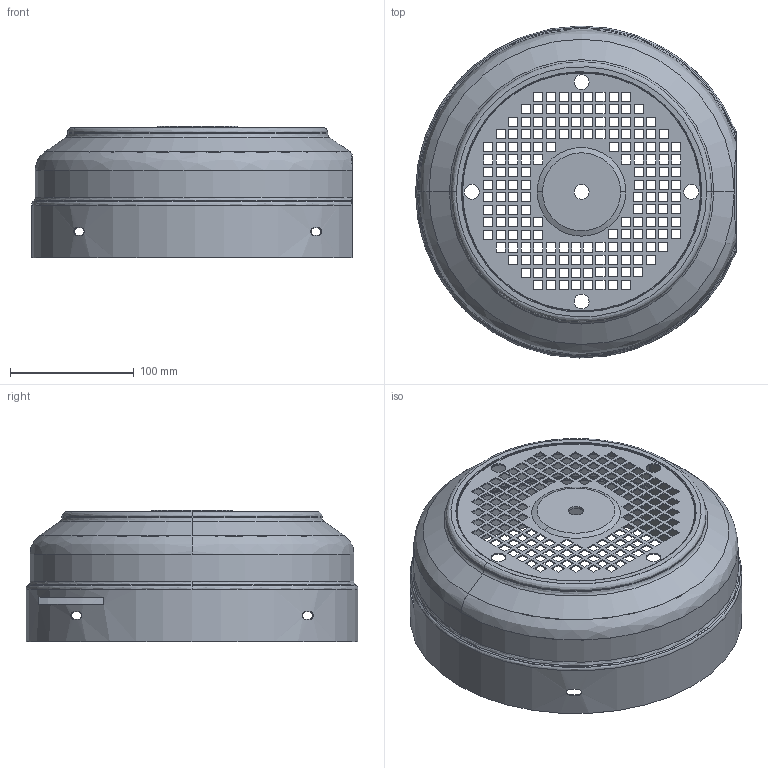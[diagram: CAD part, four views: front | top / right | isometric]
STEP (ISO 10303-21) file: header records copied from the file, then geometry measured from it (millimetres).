
FILE_DESCRIPTION (( 'STEP AP214' ), '1' );
FILE_NAME ('MTAF2-SHROUD-210 coord.STEP', '2020-07-08T15:07:35', ( '' ), ( '' ), 'SwSTEP 2.0', 'SolidWorks 2017', '' );
FILE_SCHEMA (( 'AUTOMOTIVE_DESIGN' ));
Length unit declared in the file: inch
Products named in the file (1): MTAF2-SHROUD-210 coord
Bounding box: 259 x 267.97 x 106 mm (x, y, z)
Volume: 120960.1 mm3; surface area: 239226.5 mm2
Topology: 1 solids, 1 shells, 765 faces, 2227 edges, 1469 vertices
Faces by surface type: plane 673, bspline 42, cylinder 40, cone 10
Entity records: 29111 total; most frequent: CARTESIAN_POINT 8349, ORIENTED_EDGE 4454, DIRECTION 3744, EDGE_CURVE 2227, VECTOR 2026, LINE 2026, VERTEX_POINT 1469, EDGE_LOOP 1116
